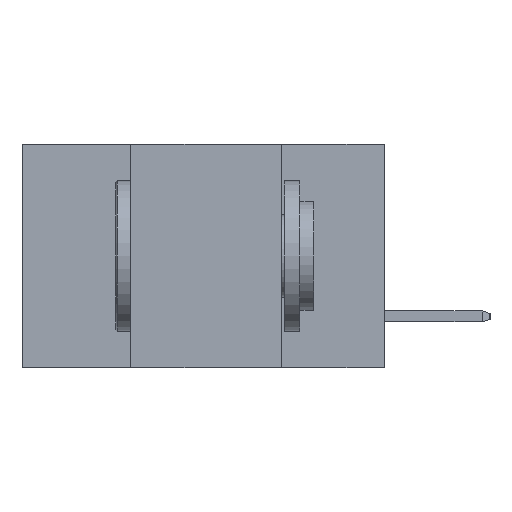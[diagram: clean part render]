
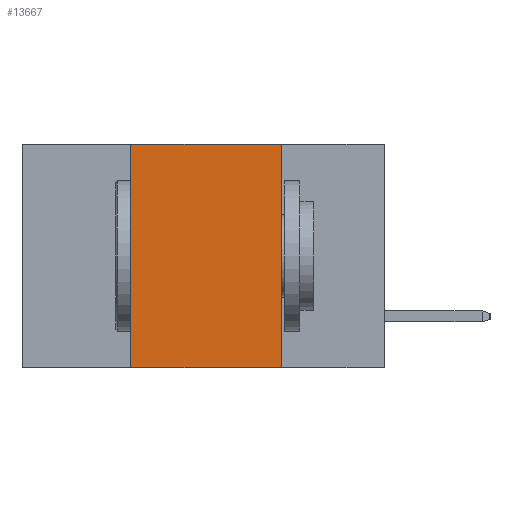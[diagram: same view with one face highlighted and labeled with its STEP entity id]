
A CAD part, left-side view. The second image highlights one B-rep face of the part: STEP entity #13667.
In plain terms, the highlighted planar face has unit normal (-1, 0, 0).
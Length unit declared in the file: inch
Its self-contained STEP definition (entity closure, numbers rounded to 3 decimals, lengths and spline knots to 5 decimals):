
#431 = VERTEX_POINT ( 'NONE', #21238 ) ;
#1330 = DIRECTION ( 'NONE',  ( 0., 0., -1. ) ) ;
#1558 = LINE ( 'NONE', #14105, #6394 ) ;
#3464 = DIRECTION ( 'NONE',  ( 0., -1., 0. ) ) ;
#3489 = VERTEX_POINT ( 'NONE', #18558 ) ;
#3973 = FACE_OUTER_BOUND ( 'NONE', #14787, .T. ) ;
#3985 = DIRECTION ( 'NONE',  ( 0., 0., -1. ) ) ;
#4012 = DIRECTION ( 'NONE',  ( 1., 0., 0. ) ) ;
#4083 = CARTESIAN_POINT ( 'NONE',  ( 0., 0.6, 0. ) ) ;
#4134 = PLANE ( 'NONE',  #8129 ) ;
#4474 = VECTOR ( 'NONE', #3464, 39.37008 ) ;
#5429 = ORIENTED_EDGE ( 'NONE', *, *, #9578, .T. ) ;
#6109 = VERTEX_POINT ( 'NONE', #19593 ) ;
#6394 = VECTOR ( 'NONE', #1330, 39.37008 ) ;
#6597 = VECTOR ( 'NONE', #19327, 39.37008 ) ;
#6764 = LINE ( 'NONE', #10756, #4474 ) ;
#8129 = AXIS2_PLACEMENT_3D ( 'NONE', #4083, #4012, #3985 ) ;
#8860 = VECTOR ( 'NONE', #12308, 39.37008 ) ;
#9174 = ORIENTED_EDGE ( 'NONE', *, *, #15678, .F. ) ;
#9540 = CARTESIAN_POINT ( 'NONE',  ( 0., 0.17, -0.37 ) ) ;
#9578 = EDGE_CURVE ( 'NONE', #3489, #12975, #11541, .T. ) ;
#10756 = CARTESIAN_POINT ( 'NONE',  ( 0., 0.6, 0. ) ) ;
#10842 = EDGE_CURVE ( 'NONE', #3489, #431, #17902, .T. ) ;
#11541 = LINE ( 'NONE', #19659, #6597 ) ;
#12183 = CARTESIAN_POINT ( 'NONE',  ( 0., 0.42, -0.37 ) ) ;
#12308 = DIRECTION ( 'NONE',  ( 0., 0., 1. ) ) ;
#12975 = VERTEX_POINT ( 'NONE', #9540 ) ;
#13667 = ADVANCED_FACE ( 'NONE', ( #3973 ), #4134, .F. ) ;
#14105 = CARTESIAN_POINT ( 'NONE',  ( 0., 0.17, -0.37 ) ) ;
#14476 = EDGE_CURVE ( 'NONE', #431, #6109, #6764, .T. ) ;
#14787 = EDGE_LOOP ( 'NONE', ( #9174, #23177, #19316, #5429 ) ) ;
#15678 = EDGE_CURVE ( 'NONE', #6109, #12975, #1558, .T. ) ;
#17902 = LINE ( 'NONE', #12183, #8860 ) ;
#18558 = CARTESIAN_POINT ( 'NONE',  ( 0., 0.42, -0.37 ) ) ;
#19316 = ORIENTED_EDGE ( 'NONE', *, *, #10842, .F. ) ;
#19327 = DIRECTION ( 'NONE',  ( 0., -1., 0. ) ) ;
#19593 = CARTESIAN_POINT ( 'NONE',  ( 0., 0.17, 0. ) ) ;
#19659 = CARTESIAN_POINT ( 'NONE',  ( 0., 0.6, -0.37 ) ) ;
#21238 = CARTESIAN_POINT ( 'NONE',  ( 0., 0.42, 0. ) ) ;
#23177 = ORIENTED_EDGE ( 'NONE', *, *, #14476, .F. ) ;
